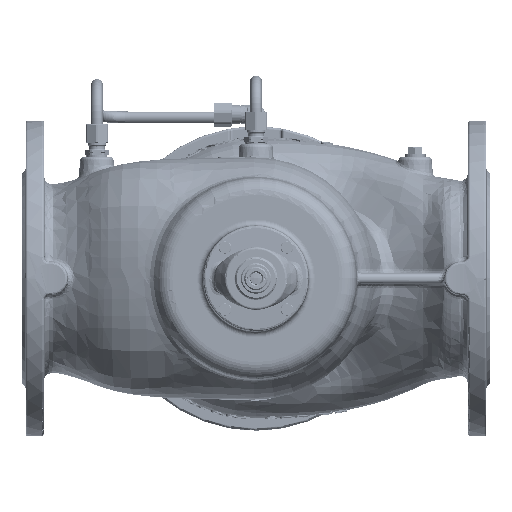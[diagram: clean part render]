
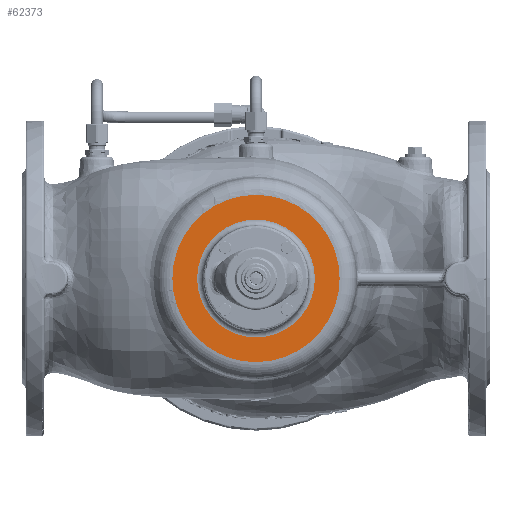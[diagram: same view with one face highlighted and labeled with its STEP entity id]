
A CAD part, front view. The second image highlights one B-rep face of the part: STEP entity #62373.
In plain terms, the highlighted planar face has unit normal (0, -1, 0).
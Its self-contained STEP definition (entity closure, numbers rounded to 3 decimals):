
#10974=CARTESIAN_POINT('',(0.,-143.,0.));
#10975=DIRECTION('',(0.,1.,0.));
#10976=DIRECTION('',(1.,0.,0.));
#10977=AXIS2_PLACEMENT_3D('',#10974,#10975,#10976);
#10979=CARTESIAN_POINT('',(0.,-143.,0.));
#10980=DIRECTION('',(0.,1.,0.));
#10981=DIRECTION('',(0.001,0.,-1.));
#10982=AXIS2_PLACEMENT_3D('',#10979,#10980,#10981);
#10984=CARTESIAN_POINT('',(0.,-143.,0.));
#10985=DIRECTION('',(0.,1.,0.));
#10986=DIRECTION('',(-1.,0.,0.003));
#10987=AXIS2_PLACEMENT_3D('',#10984,#10985,#10986);
#10989=CARTESIAN_POINT('',(0.,-143.,0.));
#10990=DIRECTION('',(0.,1.,0.));
#10991=DIRECTION('',(-0.001,0.,1.));
#10992=AXIS2_PLACEMENT_3D('',#10989,#10990,#10991);
#10994=CARTESIAN_POINT('',(0.,-143.,0.));
#10995=DIRECTION('',(0.,-1.,0.));
#10996=DIRECTION('',(-1.,0.,0.));
#10997=AXIS2_PLACEMENT_3D('',#10994,#10995,#10996);
#10999=CARTESIAN_POINT('',(0.,-143.,0.));
#11000=DIRECTION('',(0.,-1.,0.));
#11001=DIRECTION('',(1.,0.,0.));
#11002=AXIS2_PLACEMENT_3D('',#10999,#11000,#11001);
#28560=CARTESIAN_POINT('',(71.498,-143.,0.));
#28561=VERTEX_POINT('',#28560);
#28562=CARTESIAN_POINT('',(-0.106,-143.,71.497));
#28563=VERTEX_POINT('',#28562);
#28564=CARTESIAN_POINT('',(-71.497,-143.,0.236));
#28565=VERTEX_POINT('',#28564);
#28566=CARTESIAN_POINT('',(0.106,-143.,-71.497));
#28567=VERTEX_POINT('',#28566);
#28569=CARTESIAN_POINT('',(-50.341,-143.,0.));
#28570=CARTESIAN_POINT('',(50.341,-143.,0.));
#28571=VERTEX_POINT('',#28569);
#28572=VERTEX_POINT('',#28570);
#62357=CARTESIAN_POINT('',(0.,-143.,0.));
#62358=DIRECTION('',(0.,-1.,0.));
#62359=DIRECTION('',(-1.,0.,0.));
#62360=AXIS2_PLACEMENT_3D('',#62357,#62358,#62359);
#62361=PLANE('',#62360);
#62362=ORIENTED_EDGE('',*,*,#52128,.T.);
#62363=ORIENTED_EDGE('',*,*,#52126,.T.);
#62364=ORIENTED_EDGE('',*,*,#52104,.T.);
#62365=ORIENTED_EDGE('',*,*,#52102,.T.);
#62366=EDGE_LOOP('',(#62362,#62363,#62364,#62365));
#62367=FACE_OUTER_BOUND('',#62366,.F.);
#62369=ORIENTED_EDGE('',*,*,#62368,.T.);
#62370=ORIENTED_EDGE('',*,*,#62347,.T.);
#62371=EDGE_LOOP('',(#62369,#62370));
#62372=FACE_BOUND('',#62371,.F.);
#62373=ADVANCED_FACE('',(#62367,#62372),#62361,.T.);
#10978=CIRCLE('',#10977,71.498);
#10983=CIRCLE('',#10982,71.498);
#10988=CIRCLE('',#10987,71.498);
#10993=CIRCLE('',#10992,71.498);
#10998=CIRCLE('',#10997,50.341);
#11003=CIRCLE('',#11002,50.341);
#52102=EDGE_CURVE('',#28563,#28561,#10993,.T.);
#52104=EDGE_CURVE('',#28565,#28563,#10988,.T.);
#52126=EDGE_CURVE('',#28567,#28565,#10983,.T.);
#52128=EDGE_CURVE('',#28561,#28567,#10978,.T.);
#62347=EDGE_CURVE('',#28572,#28571,#11003,.T.);
#62368=EDGE_CURVE('',#28571,#28572,#10998,.T.);
